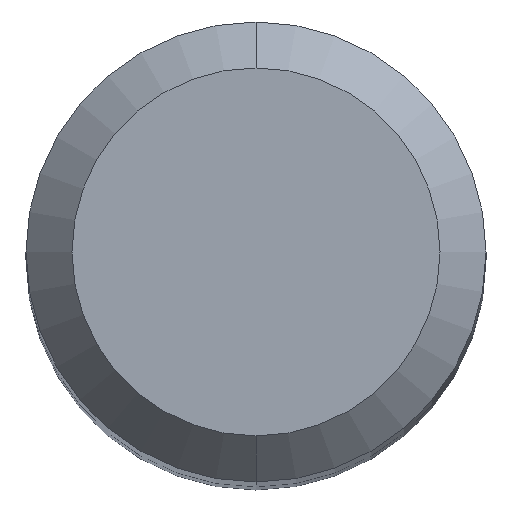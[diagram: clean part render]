
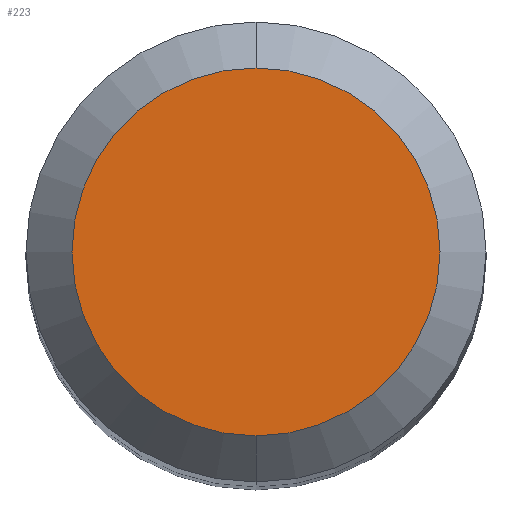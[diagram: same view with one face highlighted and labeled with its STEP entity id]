
A CAD part, top view. The second image highlights one B-rep face of the part: STEP entity #223.
In plain terms, the highlighted planar face has unit normal (0, 0, 1).
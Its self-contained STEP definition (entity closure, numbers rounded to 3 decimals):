
#10 = DIRECTION ( 'NONE',  ( 0., 0., -1. ) ) ;
#53 = CIRCLE ( 'NONE', #156, 4. ) ;
#56 = DIRECTION ( 'NONE',  ( 0., 1., 0. ) ) ;
#58 = CIRCLE ( 'NONE', #101, 4. ) ;
#59 = FACE_OUTER_BOUND ( 'NONE', #199, .T. ) ;
#78 = ORIENTED_EDGE ( 'NONE', *, *, #291, .F. ) ;
#83 = CARTESIAN_POINT ( 'NONE',  ( 0., 0., 100. ) ) ;
#86 = CARTESIAN_POINT ( 'NONE',  ( 0., 0., 100. ) ) ;
#89 = AXIS2_PLACEMENT_3D ( 'NONE', #83, #217, #56 ) ;
#92 = DIRECTION ( 'NONE',  ( 0., 1., 0. ) ) ;
#101 = AXIS2_PLACEMENT_3D ( 'NONE', #86, #108, #92 ) ;
#108 = DIRECTION ( 'NONE',  ( 0., 0., -1. ) ) ;
#147 = VERTEX_POINT ( 'NONE', #176 ) ;
#152 = ORIENTED_EDGE ( 'NONE', *, *, #312, .F. ) ;
#156 = AXIS2_PLACEMENT_3D ( 'NONE', #159, #10, #203 ) ;
#159 = CARTESIAN_POINT ( 'NONE',  ( 0., 0., 100. ) ) ;
#176 = CARTESIAN_POINT ( 'NONE',  ( 0., 4., 100. ) ) ;
#184 = CARTESIAN_POINT ( 'NONE',  ( 0., -4., 100. ) ) ;
#196 = PLANE ( 'NONE',  #89 ) ;
#199 = EDGE_LOOP ( 'NONE', ( #152, #78 ) ) ;
#203 = DIRECTION ( 'NONE',  ( 0., 1., 0. ) ) ;
#217 = DIRECTION ( 'NONE',  ( 0., 0., -1. ) ) ;
#223 = ADVANCED_FACE ( 'NONE', ( #59 ), #196, .F. ) ;
#288 = VERTEX_POINT ( 'NONE', #184 ) ;
#291 = EDGE_CURVE ( 'NONE', #288, #147, #53, .T. ) ;
#312 = EDGE_CURVE ( 'NONE', #147, #288, #58, .T. ) ;
